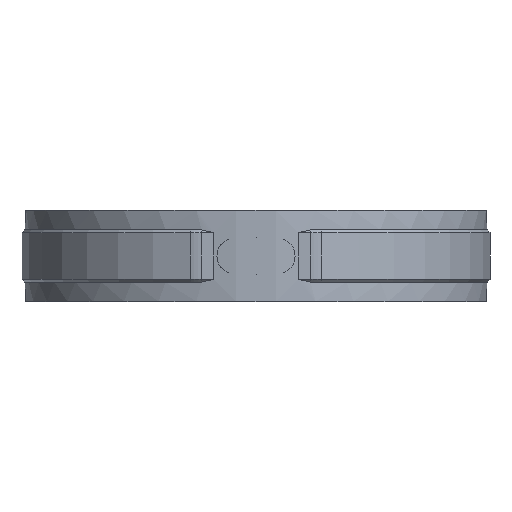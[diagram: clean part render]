
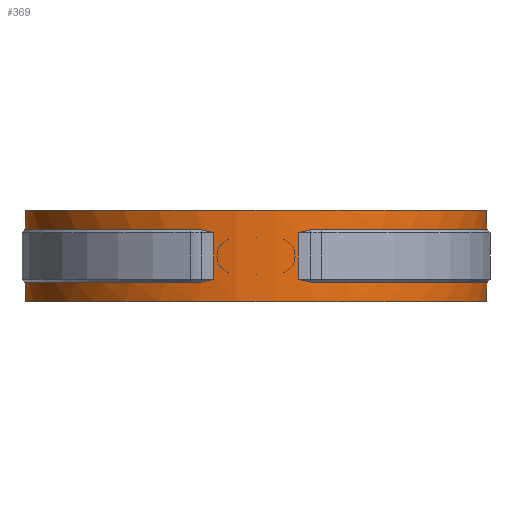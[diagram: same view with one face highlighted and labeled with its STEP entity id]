
A CAD part, front view. The second image highlights one B-rep face of the part: STEP entity #369.
In plain terms, the highlighted cylindrical face has radius 88.6 mm (diameter 177.2 mm), a partial arc.
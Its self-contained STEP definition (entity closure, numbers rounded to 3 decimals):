
#369 = ADVANCED_FACE( '', ( #611 ), #612, .T. );
#611 = FACE_OUTER_BOUND( '', #1746, .T. );
#612 = CYLINDRICAL_SURFACE( '', #1747, 88.6 );
#1746 = EDGE_LOOP( '', ( #3961, #3962, #3963, #3964, #3965, #3966, #3967, #3968, #3969, #3970, #3971, #3972, #3973, #3974, #3975, #3976 ) );
#1747 = AXIS2_PLACEMENT_3D( '', #3977, #3978, #3979 );
#3961 = ORIENTED_EDGE( '', *, *, #5143, .F. );
#3962 = ORIENTED_EDGE( '', *, *, #5054, .T. );
#3963 = ORIENTED_EDGE( '', *, *, #5144, .F. );
#3964 = ORIENTED_EDGE( '', *, *, #5139, .F. );
#3965 = ORIENTED_EDGE( '', *, *, #5145, .T. );
#3966 = ORIENTED_EDGE( '', *, *, #5146, .T. );
#3967 = ORIENTED_EDGE( '', *, *, #5147, .F. );
#3968 = ORIENTED_EDGE( '', *, *, #5148, .T. );
#3969 = ORIENTED_EDGE( '', *, *, #5149, .F. );
#3970 = ORIENTED_EDGE( '', *, *, #5142, .F. );
#3971 = ORIENTED_EDGE( '', *, *, #5150, .T. );
#3972 = ORIENTED_EDGE( '', *, *, #5051, .T. );
#3973 = ORIENTED_EDGE( '', *, *, #5151, .T. );
#3974 = ORIENTED_EDGE( '', *, *, #5152, .T. );
#3975 = ORIENTED_EDGE( '', *, *, #5153, .T. );
#3976 = ORIENTED_EDGE( '', *, *, #5154, .T. );
#3977 = CARTESIAN_POINT( '', ( 0., 0., -33.5 ) );
#3978 = DIRECTION( '', ( 0., 0., -1. ) );
#3979 = DIRECTION( '', ( 0., 1., 0. ) );
#5051 = EDGE_CURVE( '', #5585, #5583, #5586, .T. );
#5054 = EDGE_CURVE( '', #5575, #5588, #5590, .T. );
#5139 = EDGE_CURVE( '', #5733, #5735, #5736, .T. );
#5142 = EDGE_CURVE( '', #5738, #5725, #5740, .T. );
#5143 = EDGE_CURVE( '', #5575, #5741, #5742, .T. );
#5144 = EDGE_CURVE( '', #5735, #5588, #5743, .T. );
#5145 = EDGE_CURVE( '', #5733, #5744, #5745, .T. );
#5146 = EDGE_CURVE( '', #5744, #5746, #5747, .F. );
#5147 = EDGE_CURVE( '', #5748, #5746, #5749, .T. );
#5148 = EDGE_CURVE( '', #5748, #5750, #5751, .T. );
#5149 = EDGE_CURVE( '', #5725, #5750, #5752, .T. );
#5150 = EDGE_CURVE( '', #5738, #5585, #5753, .T. );
#5151 = EDGE_CURVE( '', #5583, #5754, #5755, .T. );
#5152 = EDGE_CURVE( '', #5754, #5756, #5757, .T. );
#5153 = EDGE_CURVE( '', #5756, #5758, #5759, .T. );
#5154 = EDGE_CURVE( '', #5758, #5741, #5760, .F. );
#5575 = VERTEX_POINT( '', #7395 );
#5583 = VERTEX_POINT( '', #7411 );
#5585 = VERTEX_POINT( '', #7414 );
#5586 = LINE( '', #7415, #7416 );
#5588 = VERTEX_POINT( '', #7419 );
#5590 = LINE( '', #7422, #7423 );
#5725 = VERTEX_POINT( '', #8597 );
#5733 = VERTEX_POINT( '', #8613 );
#5735 = VERTEX_POINT( '', #8616 );
#5736 = LINE( '', #8617, #8618 );
#5738 = VERTEX_POINT( '', #8621 );
#5740 = LINE( '', #8624, #8625 );
#5741 = VERTEX_POINT( '', #8626 );
#5742 = CIRCLE( '', #8627, 88.6 );
#5743 = CIRCLE( '', #8628, 88.6 );
#5744 = VERTEX_POINT( '', #8629 );
#5745 = CIRCLE( '', #8630, 88.6 );
#5746 = VERTEX_POINT( '', #8631 );
#5747 = ELLIPSE( '', #8632, 125.299, 88.6 );
#5748 = VERTEX_POINT( '', #8633 );
#5749 = LINE( '', #8634, #8635 );
#5750 = VERTEX_POINT( '', #8636 );
#5751 = ELLIPSE( '', #8637, 125.299, 88.6 );
#5752 = CIRCLE( '', #8638, 88.6 );
#5753 = CIRCLE( '', #8639, 88.6 );
#5754 = VERTEX_POINT( '', #8640 );
#5755 = CIRCLE( '', #8641, 88.6 );
#5756 = VERTEX_POINT( '', #8642 );
#5757 = ELLIPSE( '', #8643, 125.299, 88.6 );
#5758 = VERTEX_POINT( '', #8644 );
#5759 = LINE( '', #8645, #8646 );
#5760 = ELLIPSE( '', #8647, 125.299, 88.6 );
#7395 = CARTESIAN_POINT( '', ( 8.4, 88.201, -6. ) );
#7411 = CARTESIAN_POINT( '', ( 8.4, 88.201, -26. ) );
#7414 = CARTESIAN_POINT( '', ( 8.4, 88.201, -33.5 ) );
#7415 = CARTESIAN_POINT( '', ( 8.4, 88.201, -33.5 ) );
#7416 = VECTOR( '', #9595, 1000. );
#7419 = CARTESIAN_POINT( '', ( 8.4, 88.201, 1.5 ) );
#7422 = CARTESIAN_POINT( '', ( 8.4, 88.201, -33.5 ) );
#7423 = VECTOR( '', #9598, 1000. );
#8597 = CARTESIAN_POINT( '', ( -8.4, 88.201, -26. ) );
#8613 = CARTESIAN_POINT( '', ( -8.4, 88.201, -6. ) );
#8616 = CARTESIAN_POINT( '', ( -8.4, 88.201, 1.5 ) );
#8617 = CARTESIAN_POINT( '', ( -8.4, 88.201, -33.5 ) );
#8618 = VECTOR( '', #9689, 1000. );
#8621 = CARTESIAN_POINT( '', ( -8.4, 88.201, -33.5 ) );
#8624 = CARTESIAN_POINT( '', ( -8.4, 88.201, -33.5 ) );
#8625 = VECTOR( '', #9692, 1000. );
#8626 = CARTESIAN_POINT( '', ( 20.899, -86.1, -6. ) );
#8627 = AXIS2_PLACEMENT_3D( '', #9693, #9694, #9695 );
#8628 = AXIS2_PLACEMENT_3D( '', #9696, #9697, #9698 );
#8629 = CARTESIAN_POINT( '', ( -20.899, -86.1, -6. ) );
#8630 = AXIS2_PLACEMENT_3D( '', #9699, #9700, #9701 );
#8631 = CARTESIAN_POINT( '', ( -16.234, -87.1, -7. ) );
#8632 = AXIS2_PLACEMENT_3D( '', #9702, #9703, #9704 );
#8633 = CARTESIAN_POINT( '', ( -16.234, -87.1, -25. ) );
#8634 = CARTESIAN_POINT( '', ( -16.234, -87.1, -26. ) );
#8635 = VECTOR( '', #9705, 1000. );
#8636 = CARTESIAN_POINT( '', ( -20.899, -86.1, -26. ) );
#8637 = AXIS2_PLACEMENT_3D( '', #9706, #9707, #9708 );
#8638 = AXIS2_PLACEMENT_3D( '', #9709, #9710, #9711 );
#8639 = AXIS2_PLACEMENT_3D( '', #9712, #9713, #9714 );
#8640 = CARTESIAN_POINT( '', ( 20.899, -86.1, -26. ) );
#8641 = AXIS2_PLACEMENT_3D( '', #9715, #9716, #9717 );
#8642 = CARTESIAN_POINT( '', ( 16.234, -87.1, -25. ) );
#8643 = AXIS2_PLACEMENT_3D( '', #9718, #9719, #9720 );
#8644 = CARTESIAN_POINT( '', ( 16.234, -87.1, -7. ) );
#8645 = CARTESIAN_POINT( '', ( 16.234, -87.1, -26. ) );
#8646 = VECTOR( '', #9721, 1000. );
#8647 = AXIS2_PLACEMENT_3D( '', #9722, #9723, #9724 );
#9595 = DIRECTION( '', ( 0., 0., 1. ) );
#9598 = DIRECTION( '', ( 0., 0., 1. ) );
#9689 = DIRECTION( '', ( 0., 0., 1. ) );
#9692 = DIRECTION( '', ( 0., 0., 1. ) );
#9693 = CARTESIAN_POINT( '', ( 0., 0., -6. ) );
#9694 = DIRECTION( '', ( 0., 0., -1. ) );
#9695 = DIRECTION( '', ( 1., 0., 0. ) );
#9696 = CARTESIAN_POINT( '', ( 0., 0., 1.5 ) );
#9697 = DIRECTION( '', ( 0., 0., 1. ) );
#9698 = DIRECTION( '', ( 1., 0., 0. ) );
#9699 = CARTESIAN_POINT( '', ( 0., 0., -6. ) );
#9700 = DIRECTION( '', ( 0., 0., 1. ) );
#9701 = DIRECTION( '', ( 1., 0., 0. ) );
#9702 = CARTESIAN_POINT( '', ( 0., 0., 80.1 ) );
#9703 = DIRECTION( '', ( 0., 0.707, -0.707 ) );
#9704 = DIRECTION( '', ( 0., 0.707, 0.707 ) );
#9705 = DIRECTION( '', ( 0., 0., 1. ) );
#9706 = CARTESIAN_POINT( '', ( 0., 0., -112.1 ) );
#9707 = DIRECTION( '', ( 0., -0.707, -0.707 ) );
#9708 = DIRECTION( '', ( 0., -0.707, 0.707 ) );
#9709 = CARTESIAN_POINT( '', ( 0., 0., -26. ) );
#9710 = DIRECTION( '', ( 0., 0., 1. ) );
#9711 = DIRECTION( '', ( 1., 0., 0. ) );
#9712 = CARTESIAN_POINT( '', ( 0., 0., -33.5 ) );
#9713 = DIRECTION( '', ( 0., 0., 1. ) );
#9714 = DIRECTION( '', ( 1., 0., 0. ) );
#9715 = CARTESIAN_POINT( '', ( 0., 0., -26. ) );
#9716 = DIRECTION( '', ( 0., 0., -1. ) );
#9717 = DIRECTION( '', ( 1., 0., 0. ) );
#9718 = CARTESIAN_POINT( '', ( 0., 0., -112.1 ) );
#9719 = DIRECTION( '', ( 0., -0.707, -0.707 ) );
#9720 = DIRECTION( '', ( 0., -0.707, 0.707 ) );
#9721 = DIRECTION( '', ( 0., 0., 1. ) );
#9722 = CARTESIAN_POINT( '', ( 0., 0., 80.1 ) );
#9723 = DIRECTION( '', ( 0., 0.707, -0.707 ) );
#9724 = DIRECTION( '', ( 0., 0.707, 0.707 ) );
